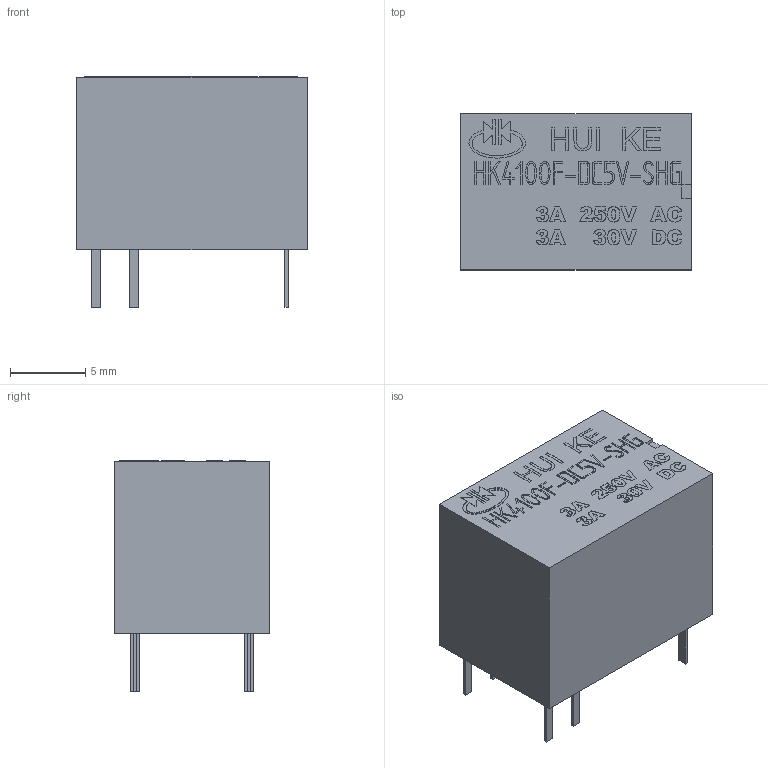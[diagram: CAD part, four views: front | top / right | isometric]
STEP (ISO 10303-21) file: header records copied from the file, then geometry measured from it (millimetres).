
FILE_DESCRIPTION(/* description */ ('Unknown'),/* implementation_level */ '2;1');
FILE_NAME(/* name */ 'Relay -HK4100F-DC5V-SHG',/* time_stamp */ '2018-10-29T21:22:42-04:00',/* author */ ('Unknown'),/* organization */ ('Unknown'),/* preprocessor_version */ 'ST-DEVELOPER v16.7',/* originating_system */ 'DEX',/* authorisation */ $);
FILE_SCHEMA (('AUTOMOTIVE_DESIGN {1 0 10303 214 3 1 1}'));
Length unit declared in the file: millimetre
Products named in the file (1): Relay -HK4100F-DC5V-SHG
Bounding box: 15.37 x 10.36 x 15.34 mm (x, y, z)
Volume: 1796 mm3; surface area: 1295.3 mm2
Topology: 1 solids, 21 shells, 548 faces, 1359 edges, 906 vertices
Faces by surface type: plane 460, bspline 88
Entity records: 23807 total; most frequent: CARTESIAN_POINT 7906, ORIENTED_EDGE 2694, DIRECTION 1907, EDGE_CURVE 1347, LINE 985, VECTOR 985, VERTEX_POINT 906, EDGE_LOOP 625
